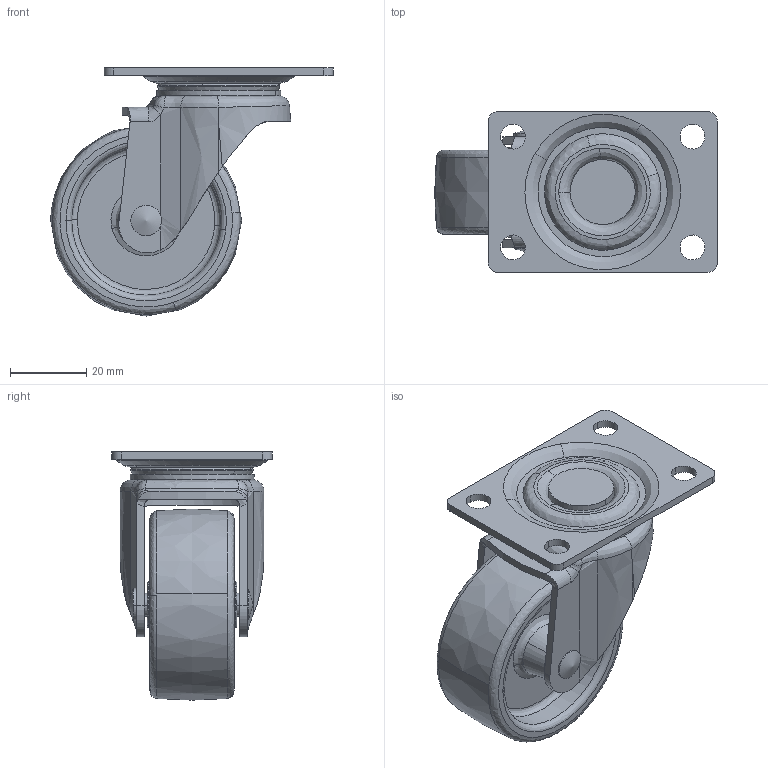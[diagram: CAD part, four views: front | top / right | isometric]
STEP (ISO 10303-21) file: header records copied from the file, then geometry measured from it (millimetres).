
FILE_DESCRIPTION((''),'2;1');
FILE_NAME('','2005-12-16T11:46:13',(''),(''),'','CADfix','');
FILE_SCHEMA(('AUTOMOTIVE_DESIGN'));
Length unit declared in the file: millimetre
Products named in the file (6): wheel; mounting plate; main shaft; body; axle; No_103_N_18324_36
Assembly tree (5 placements, depth 2):
  No_103_N_18324_36
    wheel
    mounting plate
    main shaft
    body
    axle
Bounding box: 74 x 42 x 65 mm (x, y, z)
Volume: 42724 mm3; surface area: 24556.3 mm2
Topology: 5 solids, 5 shells, 210 faces, 658 edges, 472 vertices
Faces by surface type: bspline 210
Entity records: 9974 total; most frequent: CARTESIAN_POINT 6395, ORIENTED_EDGE 1316, EDGE_CURVE 658, VERTEX_POINT 472, EDGE_LOOP 242, FACE_OUTER_BOUND 210, ADVANCED_FACE 210, QUASI_UNIFORM_CURVE 138
